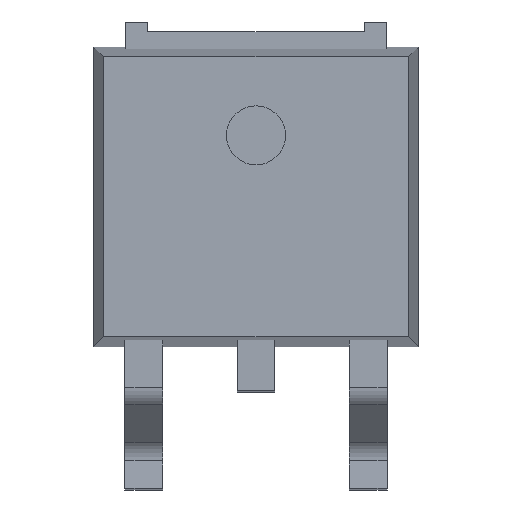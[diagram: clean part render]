
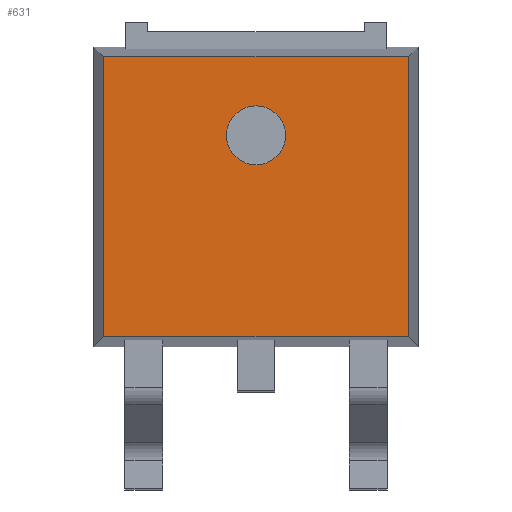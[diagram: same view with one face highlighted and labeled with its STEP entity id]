
A CAD part, top view. The second image highlights one B-rep face of the part: STEP entity #631.
In plain terms, the highlighted planar face has unit normal (0, 0, 1).
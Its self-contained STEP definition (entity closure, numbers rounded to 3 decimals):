
#581=CARTESIAN_POINT('',(0.,0.,2.3));
#582=DIRECTION('',(0.,0.,1.));
#583=DIRECTION('',(1.,0.,0.));
#584=AXIS2_PLACEMENT_3D('',#581,#582,#583);
#585=PLANE('',#584);
#586=CARTESIAN_POINT('',(0.6,1.25,2.3));
#587=VERTEX_POINT('',#586);
#588=CARTESIAN_POINT('',(0.,1.25,2.3));
#589=DIRECTION('',(0.,0.,1.));
#590=DIRECTION('',(1.,0.,-0.));
#591=AXIS2_PLACEMENT_3D('',#588,#589,#590);
#592=CIRCLE('',#591,0.6);
#593=EDGE_CURVE('',#587,#587,#592,.T.);
#594=ORIENTED_EDGE('',*,*,#593,.F.);
#595=EDGE_LOOP('',(#594));
#596=FACE_BOUND('',#595,.T.);
#597=CARTESIAN_POINT('',(-3.1,2.85,2.3));
#598=VERTEX_POINT('',#597);
#599=CARTESIAN_POINT('',(3.1,2.85,2.3));
#600=VERTEX_POINT('',#599);
#601=CARTESIAN_POINT('',(-3.1,2.85,2.3));
#602=DIRECTION('',(1.,0.,-0.));
#603=VECTOR('',#602,6.2);
#604=LINE('',#601,#603);
#605=EDGE_CURVE('',#598,#600,#604,.T.);
#606=ORIENTED_EDGE('',*,*,#605,.F.);
#607=CARTESIAN_POINT('',(-3.1,-2.85,2.3));
#608=VERTEX_POINT('',#607);
#609=CARTESIAN_POINT('',(-3.1,2.85,2.3));
#610=DIRECTION('',(0.,-1.,0.));
#611=VECTOR('',#610,5.7);
#612=LINE('',#609,#611);
#613=EDGE_CURVE('',#598,#608,#612,.T.);
#614=ORIENTED_EDGE('',*,*,#613,.T.);
#615=CARTESIAN_POINT('',(3.1,-2.85,2.3));
#616=VERTEX_POINT('',#615);
#617=CARTESIAN_POINT('',(-3.1,-2.85,2.3));
#618=DIRECTION('',(1.,0.,-0.));
#619=VECTOR('',#618,6.2);
#620=LINE('',#617,#619);
#621=EDGE_CURVE('',#608,#616,#620,.T.);
#622=ORIENTED_EDGE('',*,*,#621,.T.);
#623=CARTESIAN_POINT('',(3.1,2.85,2.3));
#624=DIRECTION('',(0.,-1.,0.));
#625=VECTOR('',#624,5.7);
#626=LINE('',#623,#625);
#627=EDGE_CURVE('',#600,#616,#626,.T.);
#628=ORIENTED_EDGE('',*,*,#627,.F.);
#629=EDGE_LOOP('',(#606,#614,#622,#628));
#630=FACE_BOUND('',#629,.T.);
#631=ADVANCED_FACE('',(#596,#630),#585,.T.);
